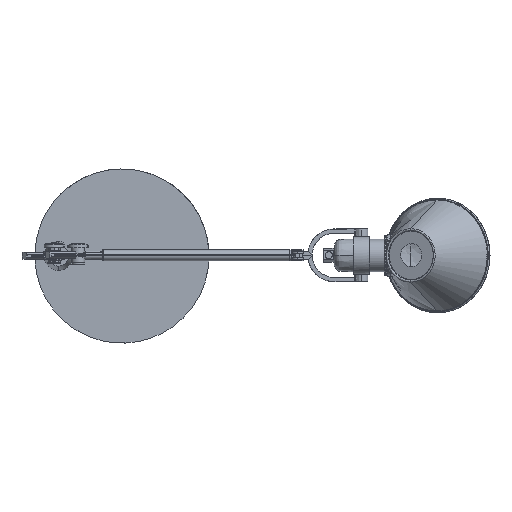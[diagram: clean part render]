
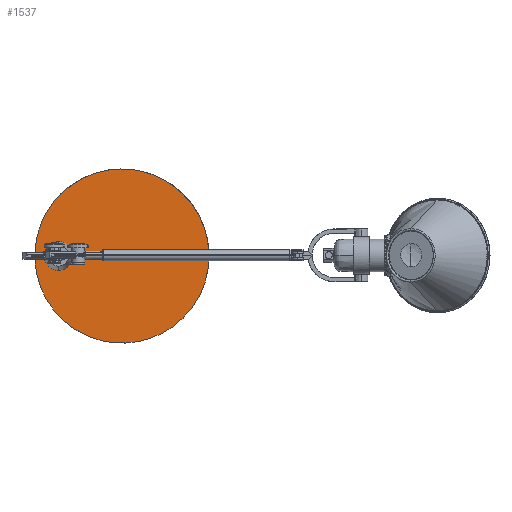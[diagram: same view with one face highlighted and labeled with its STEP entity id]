
A CAD part, top view. The second image highlights one B-rep face of the part: STEP entity #1537.
In plain terms, the highlighted planar face has unit normal (0, 0, 1).
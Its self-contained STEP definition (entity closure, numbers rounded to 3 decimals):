
#991=PLANE('',#7781);
#1537=ADVANCED_FACE('',(#2031),#991,.T.);
#2031=FACE_OUTER_BOUND('',#2530,.T.);
#2530=EDGE_LOOP('',(#4108,#4109));
#4108=ORIENTED_EDGE('',*,*,#5744,.T.);
#4109=ORIENTED_EDGE('',*,*,#5741,.F.);
#5741=EDGE_CURVE('',#7167,#7168,#6453,.T.);
#5744=EDGE_CURVE('',#7167,#7168,#6456,.T.);
#6453=(
BOUNDED_CURVE()
B_SPLINE_CURVE(2,(#14962,#14963,#14964,#14965,#14966),.UNSPECIFIED.,.F.,
 .F.)
B_SPLINE_CURVE_WITH_KNOTS((3,2,3),(-628.319,-471.239,
-314.159),.UNSPECIFIED.)
CURVE()
GEOMETRIC_REPRESENTATION_ITEM()
RATIONAL_B_SPLINE_CURVE((1.,0.707,1.,0.707,1.))
REPRESENTATION_ITEM('')
);
#6456=(
BOUNDED_CURVE()
B_SPLINE_CURVE(2,(#14974,#14975,#14976,#14977,#14978),.UNSPECIFIED.,.F.,
 .F.)
B_SPLINE_CURVE_WITH_KNOTS((3,2,3),(0.,157.08,314.159),
 .UNSPECIFIED.)
CURVE()
GEOMETRIC_REPRESENTATION_ITEM()
RATIONAL_B_SPLINE_CURVE((1.,0.707,1.,0.707,1.))
REPRESENTATION_ITEM('')
);
#7167=VERTEX_POINT('',#14958);
#7168=VERTEX_POINT('',#14959);
#7781=AXIS2_PLACEMENT_3D('',#14945,#8058,$);
#8058=DIRECTION('',(0.,0.,1.));
#14945=CARTESIAN_POINT('',(-128.037,-128.04,14.2));
#14958=CARTESIAN_POINT('',(80.498,-25.203,14.2));
#14959=CARTESIAN_POINT('',(-80.498,25.197,14.2));
#14962=CARTESIAN_POINT('',(80.498,-25.203,14.2));
#14963=CARTESIAN_POINT('',(55.298,-105.701,14.2));
#14964=CARTESIAN_POINT('',(-25.2,-80.501,14.2));
#14965=CARTESIAN_POINT('',(-105.698,-55.301,14.2));
#14966=CARTESIAN_POINT('',(-80.498,25.197,14.2));
#14974=CARTESIAN_POINT('',(80.498,-25.203,14.2));
#14975=CARTESIAN_POINT('',(105.698,55.295,14.2));
#14976=CARTESIAN_POINT('',(25.2,80.495,14.2));
#14977=CARTESIAN_POINT('',(-55.298,105.695,14.2));
#14978=CARTESIAN_POINT('',(-80.498,25.197,14.2));
